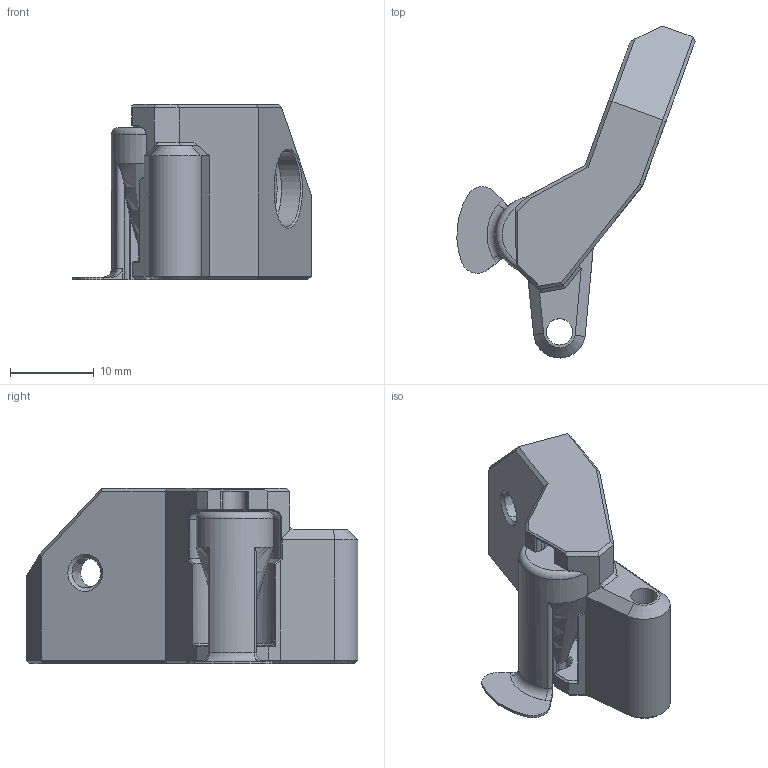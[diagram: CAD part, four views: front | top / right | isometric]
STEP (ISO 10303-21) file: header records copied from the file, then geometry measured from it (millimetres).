
FILE_DESCRIPTION(/* description */ ('STEP AP242','CAx-IF Rec.Pracs.---Representation and Presentation of Product Manufacturing Information (PMI)---4.0---2014-10-13','CAx-IF Rec.Pracs.---3D Tessellated Geometry---0.4---2014-09-14','2;1'),/* implementation_level */ '2;1');
FILE_NAME(/* name */ 'A4T - WWBMG - Tension_Arm',/* time_stamp */ '2025-01-12T06:32:03Z',/* author */ (''),/* organization */ (''),/* preprocessor_version */ 'ST-DEVELOPER v20',/* originating_system */ 'ONSHAPE BY PTC INC, 1.192',/* authorisation */ ' ');
FILE_SCHEMA (('AP242_MANAGED_MODEL_BASED_3D_ENGINEERING_MIM_LF { 1 0 10303 442 1 1 4 }'));
Length unit declared in the file: millimetre
Products named in the file (3): A4T - WWBMG - Tension_Arm; WWBMG - Tension_Arm Support; WWBMG - Tension_Arm
Assembly tree (2 placements, depth 2):
  A4T - WWBMG - Tension_Arm
    WWBMG - Tension_Arm Support
    WWBMG - Tension_Arm
Bounding box: 28.38 x 39.55 x 20.89 mm (x, y, z)
Volume: 5395.5 mm3; surface area: 3466.1 mm2
Topology: 2 solids, 2 shells, 177 faces, 447 edges, 275 vertices
Faces by surface type: plane 104, cylinder 30, cone 22, bspline 14, torus 7
Full cylindrical faces by diameter (mm): 3.15 x1, 9.189 x1
Entity records: 5853 total; most frequent: CARTESIAN_POINT 1642, ORIENTED_EDGE 880, DIRECTION 833, EDGE_CURVE 440, AXIS2_PLACEMENT_3D 279, LINE 275, VECTOR 275, VERTEX_POINT 273
